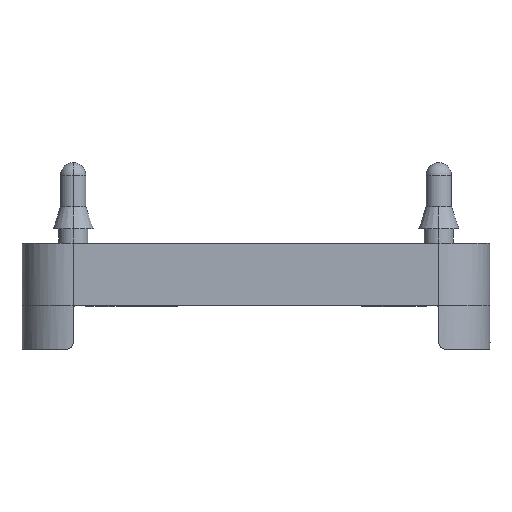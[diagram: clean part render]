
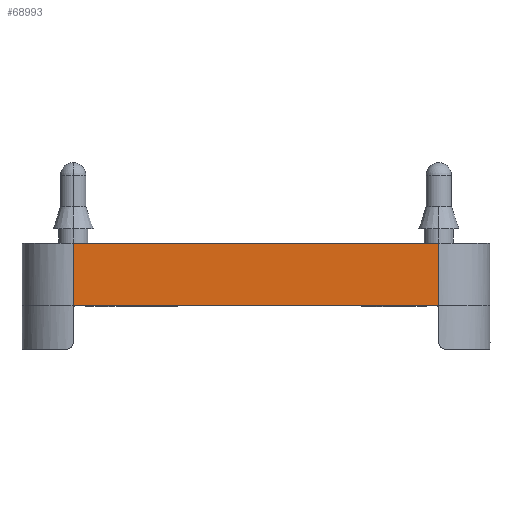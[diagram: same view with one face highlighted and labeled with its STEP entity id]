
A CAD part, left-side view. The second image highlights one B-rep face of the part: STEP entity #68993.
In plain terms, the highlighted planar face has unit normal (-1, 0, 0).
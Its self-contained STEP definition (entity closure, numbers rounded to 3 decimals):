
#943=CARTESIAN_POINT('',(-32.0,24.963,-2.0));
#944=VERTEX_POINT('',#943);
#3777=CARTESIAN_POINT('',(-32.,-24.963,-2.0));
#3778=VERTEX_POINT('',#3777);
#3786=CARTESIAN_POINT('',(-32.0,24.963,-2.0));
#3787=DIRECTION('',(0.0,-1.0,0.0));
#3788=VECTOR('',#3787,49.925);
#3789=LINE('',#3786,#3788);
#3790=EDGE_CURVE('',#944,#3778,#3789,.T.);
#67962=CARTESIAN_POINT('',(-32.,-25.0,-2.0));
#67963=VERTEX_POINT('',#67962);
#67973=CARTESIAN_POINT('',(-32.,-24.963,-2.0));
#67974=DIRECTION('',(0.0,-1.0,0.0));
#67975=VECTOR('',#67974,0.037);
#67976=LINE('',#67973,#67975);
#67977=EDGE_CURVE('',#3778,#67963,#67976,.T.);
#68040=CARTESIAN_POINT('',(-32.0,25.0,-2.0));
#68041=VERTEX_POINT('',#68040);
#68057=CARTESIAN_POINT('',(-32.0,25.0,-2.0));
#68058=DIRECTION('',(0.0,-1.0,0.0));
#68059=VECTOR('',#68058,0.037);
#68060=LINE('',#68057,#68059);
#68061=EDGE_CURVE('',#68041,#944,#68060,.T.);
#68961=CARTESIAN_POINT('',(-32.,-25.0,-2.0));
#68962=DIRECTION('',(-1.0,0.0,0.0));
#68963=DIRECTION('',(0.0,0.0,1.0));
#68964=AXIS2_PLACEMENT_3D('',#68961,#68962,#68963);
#68965=PLANE('',#68964);
#68966=CARTESIAN_POINT('',(-32.,-25.0,6.5));
#68967=VERTEX_POINT('',#68966);
#68968=CARTESIAN_POINT('',(-32.,-25.0,-2.0));
#68969=DIRECTION('',(0.0,0.0,1.0));
#68970=VECTOR('',#68969,8.5);
#68971=LINE('',#68968,#68970);
#68972=EDGE_CURVE('',#67963,#68967,#68971,.T.);
#68973=ORIENTED_EDGE('',*,*,#68972,.T.);
#68974=CARTESIAN_POINT('',(-32.0,25.0,6.5));
#68975=VERTEX_POINT('',#68974);
#68976=CARTESIAN_POINT('',(-32.,-25.0,6.5));
#68977=DIRECTION('',(0.0,1.0,0.0));
#68978=VECTOR('',#68977,50.0);
#68979=LINE('',#68976,#68978);
#68980=EDGE_CURVE('',#68967,#68975,#68979,.T.);
#68981=ORIENTED_EDGE('',*,*,#68980,.T.);
#68982=CARTESIAN_POINT('',(-32.0,25.0,-2.0));
#68983=DIRECTION('',(0.0,0.0,1.0));
#68984=VECTOR('',#68983,8.5);
#68985=LINE('',#68982,#68984);
#68986=EDGE_CURVE('',#68041,#68975,#68985,.T.);
#68987=ORIENTED_EDGE('',*,*,#68986,.F.);
#68988=ORIENTED_EDGE('',*,*,#68061,.T.);
#68989=ORIENTED_EDGE('',*,*,#3790,.T.);
#68990=ORIENTED_EDGE('',*,*,#67977,.T.);
#68991=EDGE_LOOP('',(#68973,#68981,#68987,#68988,#68989,#68990));
#68992=FACE_OUTER_BOUND('',#68991,.T.);
#68993=ADVANCED_FACE('',(#68992),#68965,.T.);
